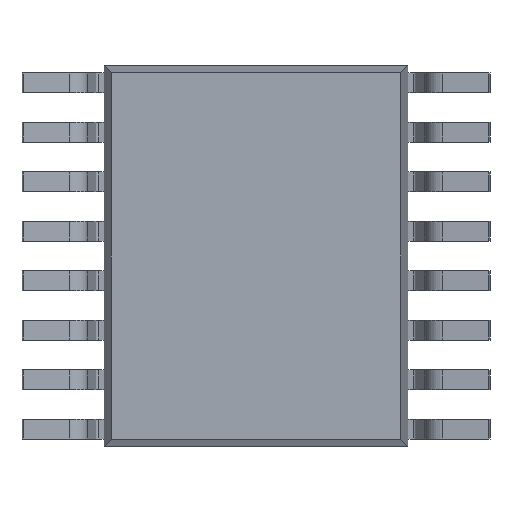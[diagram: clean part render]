
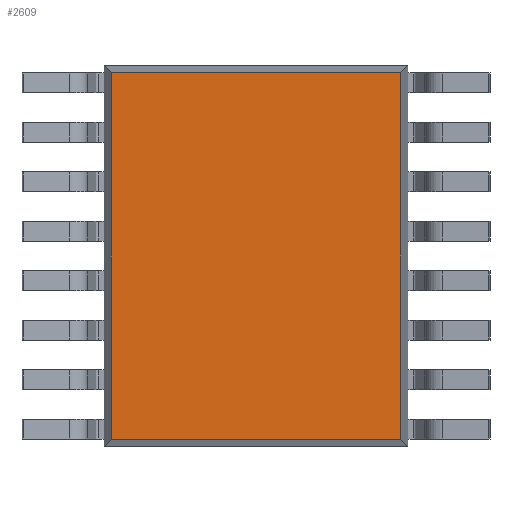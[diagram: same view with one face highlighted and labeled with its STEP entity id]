
A CAD part, front view. The second image highlights one B-rep face of the part: STEP entity #2609.
In plain terms, the highlighted planar face has unit normal (0, -1, 0).
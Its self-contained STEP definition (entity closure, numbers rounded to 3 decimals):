
#21 = EDGE_CURVE ( 'NONE', #3057, #589, #1105, .T. ) ;
#96 = VECTOR ( 'NONE', #1565, 1000. ) ;
#232 = LINE ( 'NONE', #3072, #4093 ) ;
#589 = VERTEX_POINT ( 'NONE', #4964 ) ;
#598 = LINE ( 'NONE', #7383, #96 ) ;
#725 = ORIENTED_EDGE ( 'NONE', *, *, #2334, .T. ) ;
#804 = PLANE ( 'NONE',  #1166 ) ;
#905 = CARTESIAN_POINT ( 'NONE',  ( -1.949, 0.249, -2.354 ) ) ;
#916 = DIRECTION ( 'NONE',  ( 0., -1., 0. ) ) ;
#1028 = DIRECTION ( 'NONE',  ( 0., 0., -1. ) ) ;
#1105 = LINE ( 'NONE', #2084, #1472 ) ;
#1166 = AXIS2_PLACEMENT_3D ( 'NONE', #6034, #916, #3801 ) ;
#1472 = VECTOR ( 'NONE', #1028, 1000. ) ;
#1565 = DIRECTION ( 'NONE',  ( -1., 0., 0. ) ) ;
#1758 = ORIENTED_EDGE ( 'NONE', *, *, #3019, .T. ) ;
#2020 = EDGE_LOOP ( 'NONE', ( #1758, #3777, #725, #5263 ) ) ;
#2084 = CARTESIAN_POINT ( 'NONE',  ( -1.859, 0.249, 2.445 ) ) ;
#2107 = CARTESIAN_POINT ( 'NONE',  ( -1.859, 0.249, 2.354 ) ) ;
#2334 = EDGE_CURVE ( 'NONE', #6037, #3057, #598, .T. ) ;
#2609 = ADVANCED_FACE ( 'NONE', ( #6066 ), #804, .T. ) ;
#3019 = EDGE_CURVE ( 'NONE', #589, #4265, #4775, .T. ) ;
#3057 = VERTEX_POINT ( 'NONE', #2107 ) ;
#3072 = CARTESIAN_POINT ( 'NONE',  ( 1.859, 0.249, -2.445 ) ) ;
#3777 = ORIENTED_EDGE ( 'NONE', *, *, #6739, .T. ) ;
#3801 = DIRECTION ( 'NONE',  ( 0., 0., -1. ) ) ;
#4093 = VECTOR ( 'NONE', #4230, 1000. ) ;
#4230 = DIRECTION ( 'NONE',  ( 0., 0., 1. ) ) ;
#4265 = VERTEX_POINT ( 'NONE', #6622 ) ;
#4775 = LINE ( 'NONE', #905, #6916 ) ;
#4964 = CARTESIAN_POINT ( 'NONE',  ( -1.859, 0.249, -2.354 ) ) ;
#5062 = CARTESIAN_POINT ( 'NONE',  ( 1.859, 0.249, 2.354 ) ) ;
#5263 = ORIENTED_EDGE ( 'NONE', *, *, #21, .T. ) ;
#6034 = CARTESIAN_POINT ( 'NONE',  ( 0., 0.249, 0. ) ) ;
#6037 = VERTEX_POINT ( 'NONE', #5062 ) ;
#6066 = FACE_OUTER_BOUND ( 'NONE', #2020, .T. ) ;
#6622 = CARTESIAN_POINT ( 'NONE',  ( 1.859, 0.249, -2.354 ) ) ;
#6739 = EDGE_CURVE ( 'NONE', #4265, #6037, #232, .T. ) ;
#6916 = VECTOR ( 'NONE', #7067, 1000. ) ;
#7067 = DIRECTION ( 'NONE',  ( 1., 0., 0. ) ) ;
#7383 = CARTESIAN_POINT ( 'NONE',  ( 1.95, 0.249, 2.354 ) ) ;
